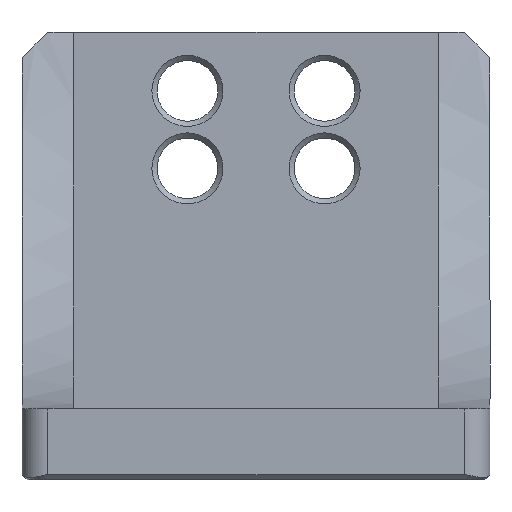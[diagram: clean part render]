
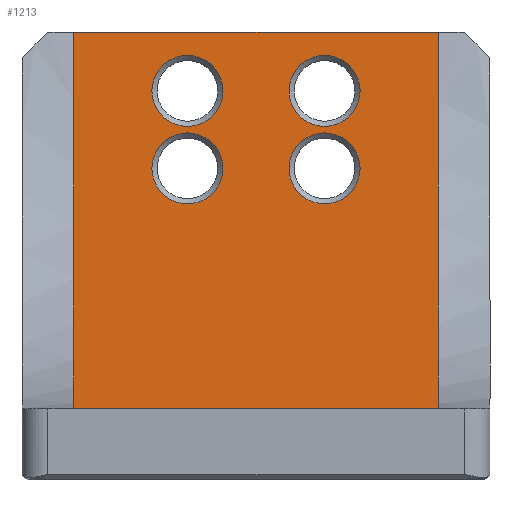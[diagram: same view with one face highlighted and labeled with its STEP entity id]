
A CAD part, front view. The second image highlights one B-rep face of the part: STEP entity #1213.
In plain terms, the highlighted planar face has unit normal (0, -1, 0).
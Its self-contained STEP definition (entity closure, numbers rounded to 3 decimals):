
#45=FACE_BOUND('',#234,.T.);
#46=FACE_BOUND('',#235,.T.);
#47=FACE_BOUND('',#236,.T.);
#48=FACE_BOUND('',#237,.T.);
#64=CIRCLE('',#1308,2.75);
#66=CIRCLE('',#1312,2.75);
#67=CIRCLE('',#1313,2.75);
#68=CIRCLE('',#1314,2.75);
#110=PLANE('',#1311);
#154=FACE_OUTER_BOUND('',#233,.T.);
#233=EDGE_LOOP('',(#930,#931,#932,#933));
#234=EDGE_LOOP('',(#934));
#235=EDGE_LOOP('',(#935));
#236=EDGE_LOOP('',(#936));
#237=EDGE_LOOP('',(#937));
#346=LINE('',#1929,#465);
#353=LINE('',#1947,#472);
#355=LINE('',#1952,#474);
#356=LINE('',#1953,#475);
#465=VECTOR('',#1515,10.);
#472=VECTOR('',#1530,10.);
#474=VECTOR('',#1536,10.);
#475=VECTOR('',#1537,10.);
#592=VERTEX_POINT('',#1927);
#593=VERTEX_POINT('',#1928);
#599=VERTEX_POINT('',#1942);
#600=VERTEX_POINT('',#1946);
#601=VERTEX_POINT('',#1951);
#602=VERTEX_POINT('',#1954);
#603=VERTEX_POINT('',#1956);
#604=VERTEX_POINT('',#1958);
#712=EDGE_CURVE('',#592,#593,#346,.T.);
#720=EDGE_CURVE('',#599,#599,#64,.T.);
#721=EDGE_CURVE('',#593,#600,#353,.T.);
#724=EDGE_CURVE('',#601,#600,#355,.T.);
#725=EDGE_CURVE('',#601,#592,#356,.T.);
#726=EDGE_CURVE('',#602,#602,#66,.T.);
#727=EDGE_CURVE('',#603,#603,#67,.T.);
#728=EDGE_CURVE('',#604,#604,#68,.T.);
#930=ORIENTED_EDGE('',*,*,#721,.T.);
#931=ORIENTED_EDGE('',*,*,#724,.F.);
#932=ORIENTED_EDGE('',*,*,#725,.T.);
#933=ORIENTED_EDGE('',*,*,#712,.T.);
#934=ORIENTED_EDGE('',*,*,#720,.F.);
#935=ORIENTED_EDGE('',*,*,#726,.F.);
#936=ORIENTED_EDGE('',*,*,#727,.F.);
#937=ORIENTED_EDGE('',*,*,#728,.F.);
#1213=ADVANCED_FACE('',(#154,#45,#46,#47,#48),#110,.T.);
#1308=AXIS2_PLACEMENT_3D('',#1944,#1526,#1527);
#1311=AXIS2_PLACEMENT_3D('',#1950,#1534,#1535);
#1312=AXIS2_PLACEMENT_3D('',#1955,#1538,#1539);
#1313=AXIS2_PLACEMENT_3D('',#1957,#1540,#1541);
#1314=AXIS2_PLACEMENT_3D('',#1959,#1542,#1543);
#1515=DIRECTION('',(-1.,0.,0.));
#1526=DIRECTION('center_axis',(0.,-1.,0.));
#1527=DIRECTION('ref_axis',(1.,0.,0.));
#1530=DIRECTION('',(0.,0.,-1.));
#1534=DIRECTION('center_axis',(0.,-1.,0.));
#1535=DIRECTION('ref_axis',(0.,0.,
1.));
#1536=DIRECTION('',(-1.,0.,0.));
#1537=DIRECTION('',(0.,0.,1.));
#1538=DIRECTION('center_axis',(0.,-1.,0.));
#1539=DIRECTION('ref_axis',(1.,0.,0.));
#1540=DIRECTION('center_axis',(0.,-1.,0.));
#1541=DIRECTION('ref_axis',(1.,0.,0.));
#1542=DIRECTION('center_axis',(0.,-1.,0.));
#1543=DIRECTION('ref_axis',(1.,0.,0.));
#1927=CARTESIAN_POINT('',(142.755,348.029,32.2));
#1928=CARTESIAN_POINT('',(114.5,348.029,32.2));
#1929=CARTESIAN_POINT('',(122.217,348.029,32.2));
#1942=CARTESIAN_POINT('',(120.564,348.029,27.639));
#1944=CARTESIAN_POINT('Origin',(123.314,348.029,27.639));
#1946=CARTESIAN_POINT('',(114.5,348.029,2.999));
#1947=CARTESIAN_POINT('',(114.5,348.029,7.816));
#1950=CARTESIAN_POINT('Origin',(145.255,348.029,-1.968));
#1951=CARTESIAN_POINT('',(142.755,348.029,2.999));
#1952=CARTESIAN_POINT('',(145.255,348.029,2.999));
#1953=CARTESIAN_POINT('',(142.755,348.029,7.816));
#1954=CARTESIAN_POINT('',(131.191,348.029,21.639));
#1955=CARTESIAN_POINT('Origin',(133.941,348.029,21.639));
#1956=CARTESIAN_POINT('',(131.191,348.029,27.639));
#1957=CARTESIAN_POINT('Origin',(133.941,348.029,27.639));
#1958=CARTESIAN_POINT('',(120.564,348.029,21.639));
#1959=CARTESIAN_POINT('Origin',(123.314,348.029,21.639));
